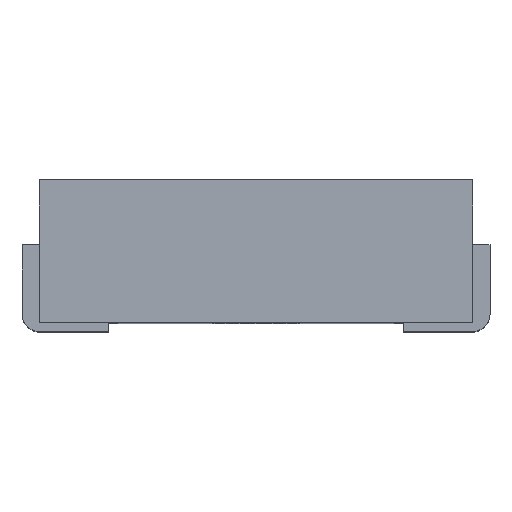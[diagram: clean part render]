
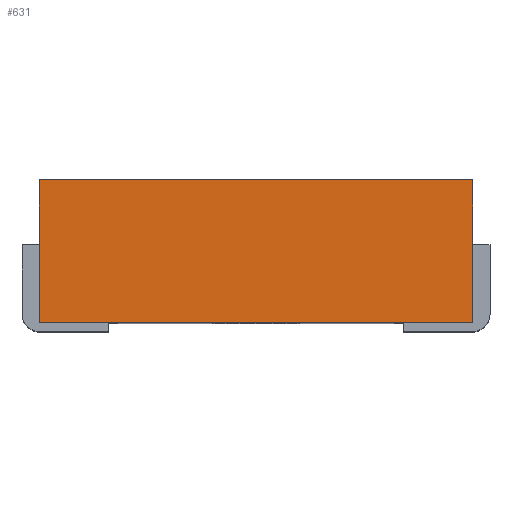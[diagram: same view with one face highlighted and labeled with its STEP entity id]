
A CAD part, top view. The second image highlights one B-rep face of the part: STEP entity #631.
In plain terms, the highlighted planar face has unit normal (0, 0, 1).
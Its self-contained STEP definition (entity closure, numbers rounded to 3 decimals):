
#53 = DIRECTION ( 'NONE',  ( 0., -1., 0. ) ) ;
#252 = LINE ( 'NONE', #1798, #1911 ) ;
#322 = DIRECTION ( 'NONE',  ( 0., 0., -1. ) ) ;
#363 = LINE ( 'NONE', #2208, #1305 ) ;
#549 = DIRECTION ( 'NONE',  ( 1., 0., 0. ) ) ;
#631 = ADVANCED_FACE ( 'NONE', ( #2650 ), #2676, .F. ) ;
#674 = EDGE_CURVE ( 'NONE', #1856, #684, #1350, .T. ) ;
#684 = VERTEX_POINT ( 'NONE', #1398 ) ;
#782 = DIRECTION ( 'NONE',  ( -1., 0., 0. ) ) ;
#792 = VECTOR ( 'NONE', #2461, 1000. ) ;
#818 = AXIS2_PLACEMENT_3D ( 'NONE', #2468, #322, #782 ) ;
#940 = EDGE_LOOP ( 'NONE', ( #1237, #1078, #1318, #2543 ) ) ;
#972 = CARTESIAN_POINT ( 'NONE',  ( -2.5, 10.571, 2.5 ) ) ;
#1031 = VERTEX_POINT ( 'NONE', #2173 ) ;
#1078 = ORIENTED_EDGE ( 'NONE', *, *, #1196, .T. ) ;
#1196 = EDGE_CURVE ( 'NONE', #2038, #1031, #1613, .T. ) ;
#1237 = ORIENTED_EDGE ( 'NONE', *, *, #2600, .F. ) ;
#1305 = VECTOR ( 'NONE', #549, 1000. ) ;
#1318 = ORIENTED_EDGE ( 'NONE', *, *, #1720, .T. ) ;
#1350 = LINE ( 'NONE', #2253, #792 ) ;
#1393 = CARTESIAN_POINT ( 'NONE',  ( 2.5, 1.75, 2.5 ) ) ;
#1398 = CARTESIAN_POINT ( 'NONE',  ( 2.5, 0.1, 2.5 ) ) ;
#1613 = LINE ( 'NONE', #972, #2772 ) ;
#1720 = EDGE_CURVE ( 'NONE', #1031, #684, #363, .T. ) ;
#1798 = CARTESIAN_POINT ( 'NONE',  ( 2.5, 1.75, 2.5 ) ) ;
#1856 = VERTEX_POINT ( 'NONE', #1393 ) ;
#1911 = VECTOR ( 'NONE', #2181, 1000. ) ;
#1926 = CARTESIAN_POINT ( 'NONE',  ( -2.5, 1.75, 2.5 ) ) ;
#2038 = VERTEX_POINT ( 'NONE', #1926 ) ;
#2173 = CARTESIAN_POINT ( 'NONE',  ( -2.5, 0.1, 2.5 ) ) ;
#2181 = DIRECTION ( 'NONE',  ( 1., 0., 0. ) ) ;
#2208 = CARTESIAN_POINT ( 'NONE',  ( 2.5, 0.1, 2.5 ) ) ;
#2253 = CARTESIAN_POINT ( 'NONE',  ( 2.5, 10.571, 2.5 ) ) ;
#2461 = DIRECTION ( 'NONE',  ( 0., -1., 0. ) ) ;
#2468 = CARTESIAN_POINT ( 'NONE',  ( 2.5, 10.571, 2.5 ) ) ;
#2543 = ORIENTED_EDGE ( 'NONE', *, *, #674, .F. ) ;
#2600 = EDGE_CURVE ( 'NONE', #2038, #1856, #252, .T. ) ;
#2650 = FACE_OUTER_BOUND ( 'NONE', #940, .T. ) ;
#2676 = PLANE ( 'NONE',  #818 ) ;
#2772 = VECTOR ( 'NONE', #53, 1000. ) ;
